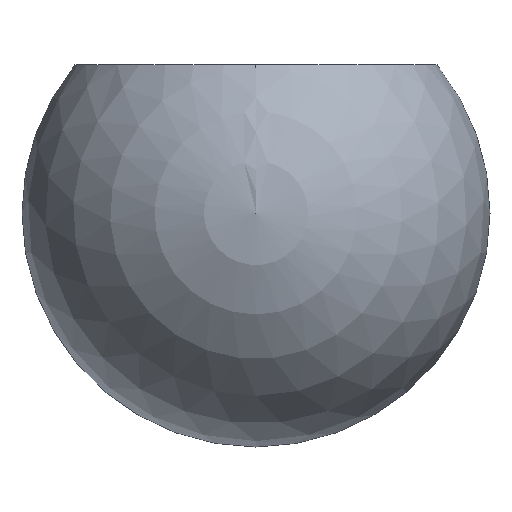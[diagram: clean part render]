
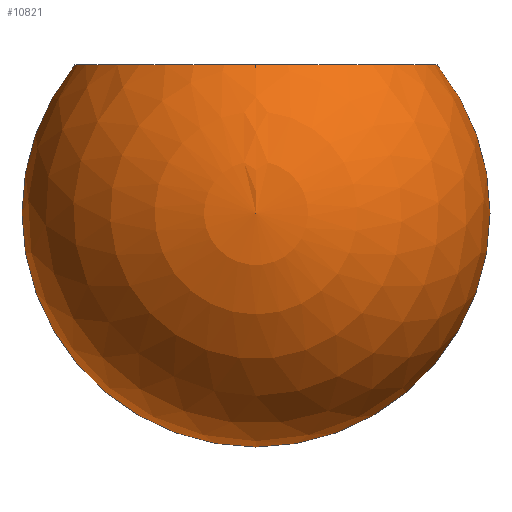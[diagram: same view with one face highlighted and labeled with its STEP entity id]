
A CAD part, left-side view. The second image highlights one B-rep face of the part: STEP entity #10821.
In plain terms, the highlighted spherical face has radius 27.5 mm.
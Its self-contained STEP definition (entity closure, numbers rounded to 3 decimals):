
#136 = AXIS2_PLACEMENT_3D ( 'NONE', #13538, #7227, #846 ) ;
#738 = VERTEX_POINT ( 'NONE', #2695 ) ;
#846 = DIRECTION ( 'NONE',  ( 0., 0., -1. ) ) ;
#973 = ORIENTED_EDGE ( 'NONE', *, *, #10370, .F. ) ;
#1133 = VERTEX_POINT ( 'NONE', #6967 ) ;
#1991 = DIRECTION ( 'NONE',  ( 0., 0., 1. ) ) ;
#2012 = CIRCLE ( 'NONE', #6692, 27.5 ) ;
#2434 = CARTESIAN_POINT ( 'NONE',  ( 0., 0., 17.394 ) ) ;
#2574 = VERTEX_POINT ( 'NONE', #9888 ) ;
#2695 = CARTESIAN_POINT ( 'NONE',  ( -21.3, 0., 17.394 ) ) ;
#2772 = FACE_OUTER_BOUND ( 'NONE', #8217, .T. ) ;
#3205 = DIRECTION ( 'NONE',  ( -1., 0., 0. ) ) ;
#3548 = ORIENTED_EDGE ( 'NONE', *, *, #9289, .F. ) ;
#3861 = CIRCLE ( 'NONE', #7336, 27.5 ) ;
#3967 = VERTEX_POINT ( 'NONE', #9594 ) ;
#4085 = VERTEX_POINT ( 'NONE', #8422 ) ;
#4181 = CARTESIAN_POINT ( 'NONE',  ( 0., 0., 17.394 ) ) ;
#4617 = DIRECTION ( 'NONE',  ( -1., 0., 0. ) ) ;
#5163 = DIRECTION ( 'NONE',  ( 0., 0., 1. ) ) ;
#5572 = CIRCLE ( 'NONE', #136, 27.5 ) ;
#6240 = CIRCLE ( 'NONE', #6343, 21.3 ) ;
#6343 = AXIS2_PLACEMENT_3D ( 'NONE', #4181, #5163, #3205 ) ;
#6692 = AXIS2_PLACEMENT_3D ( 'NONE', #9213, #13548, #12455 ) ;
#6693 = DIRECTION ( 'NONE',  ( 0., 0., 1. ) ) ;
#6759 = DIRECTION ( 'NONE',  ( 0., 0., 1. ) ) ;
#6967 = CARTESIAN_POINT ( 'NONE',  ( 0., -21.3, 17.394 ) ) ;
#7227 = DIRECTION ( 'NONE',  ( 1., 0., 0. ) ) ;
#7336 = AXIS2_PLACEMENT_3D ( 'NONE', #9950, #10922, #6693 ) ;
#7739 = ORIENTED_EDGE ( 'NONE', *, *, #13329, .F. ) ;
#8217 = EDGE_LOOP ( 'NONE', ( #973, #12208, #12174, #3548, #7739 ) ) ;
#8390 = SPHERICAL_SURFACE ( 'NONE', #9911, 27.5 ) ;
#8422 = CARTESIAN_POINT ( 'NONE',  ( 0., -27.5, 0. ) ) ;
#8777 = EDGE_CURVE ( 'NONE', #1133, #4085, #2012, .T. ) ;
#9053 = EDGE_CURVE ( 'NONE', #3967, #4085, #3861, .T. ) ;
#9055 = CIRCLE ( 'NONE', #10292, 21.3 ) ;
#9213 = CARTESIAN_POINT ( 'NONE',  ( 0., 0., 0. ) ) ;
#9289 = EDGE_CURVE ( 'NONE', #738, #1133, #6240, .T. ) ;
#9594 = CARTESIAN_POINT ( 'NONE',  ( 0., 27.5, 0. ) ) ;
#9888 = CARTESIAN_POINT ( 'NONE',  ( 0., 21.3, 17.394 ) ) ;
#9911 = AXIS2_PLACEMENT_3D ( 'NONE', #12473, #13646, #1991 ) ;
#9950 = CARTESIAN_POINT ( 'NONE',  ( 0., 0., 0. ) ) ;
#10292 = AXIS2_PLACEMENT_3D ( 'NONE', #2434, #6759, #4617 ) ;
#10370 = EDGE_CURVE ( 'NONE', #3967, #2574, #5572, .T. ) ;
#10821 = ADVANCED_FACE ( 'NONE', ( #2772 ), #8390, .T. ) ;
#10922 = DIRECTION ( 'NONE',  ( -1., 0., 0. ) ) ;
#12174 = ORIENTED_EDGE ( 'NONE', *, *, #8777, .F. ) ;
#12208 = ORIENTED_EDGE ( 'NONE', *, *, #9053, .T. ) ;
#12455 = DIRECTION ( 'NONE',  ( 0., 0., -1. ) ) ;
#12473 = CARTESIAN_POINT ( 'NONE',  ( 0., 0., 0. ) ) ;
#13329 = EDGE_CURVE ( 'NONE', #2574, #738, #9055, .T. ) ;
#13538 = CARTESIAN_POINT ( 'NONE',  ( 0., 0., 0. ) ) ;
#13548 = DIRECTION ( 'NONE',  ( 1., 0., 0. ) ) ;
#13646 = DIRECTION ( 'NONE',  ( -1., 0., 0. ) ) ;
